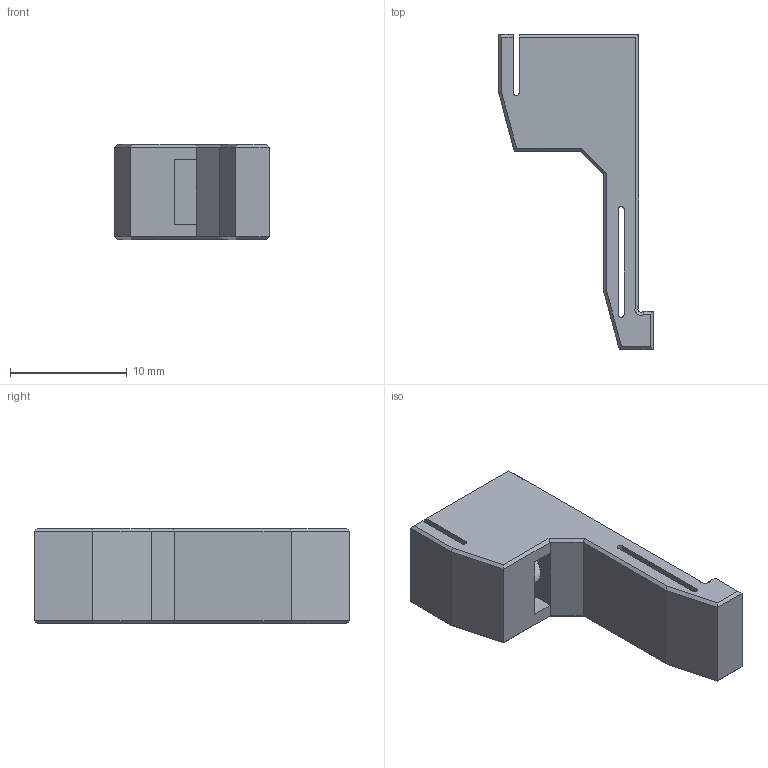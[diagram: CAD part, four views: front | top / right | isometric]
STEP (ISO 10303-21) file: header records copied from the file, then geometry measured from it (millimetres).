
FILE_DESCRIPTION(/* description */ (''),/* implementation_level */ '2;1');
FILE_NAME(/* name */ 'electronics-case-holder_R.stp',/* time_stamp */ '2024-01-26T09:35:24+01:00',/* author */ ('Mikuláček'),/* organization */ (''),/* preprocessor_version */ 'ST-DEVELOPER v19.2',/* originating_system */ 'Autodesk Inventor 2023',/* authorisation */ '');
FILE_SCHEMA (('AUTOMOTIVE_DESIGN { 1 0 10303 214 3 1 1 }'));
Length unit declared in the file: millimetre
Products named in the file (1): electronics-case-holder
Bounding box: 13.25 x 27 x 8.2 mm (x, y, z)
Volume: 1216.5 mm3; surface area: 1326.8 mm2
Topology: 1 solids, 1 shells, 89 faces, 223 edges, 140 vertices
Faces by surface type: plane 72, bspline 9, cylinder 6, cone 2
Full cylindrical faces by diameter (mm): 3.2 x2
Entity records: 2704 total; most frequent: CARTESIAN_POINT 594, ORIENTED_EDGE 446, DIRECTION 377, EDGE_CURVE 223, LINE 187, VECTOR 187, VERTEX_POINT 140, EDGE_LOOP 97
